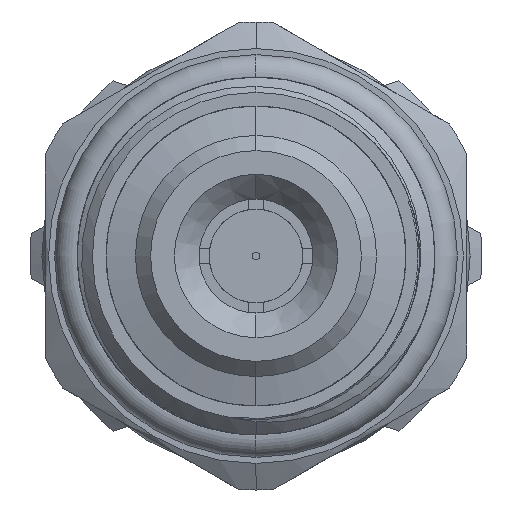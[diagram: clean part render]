
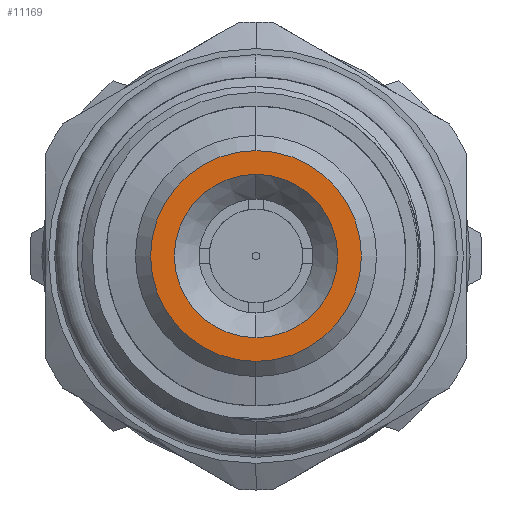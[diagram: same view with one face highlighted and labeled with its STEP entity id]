
A CAD part, left-side view. The second image highlights one B-rep face of the part: STEP entity #11169.
In plain terms, the highlighted planar face has unit normal (-1, 0, 0).
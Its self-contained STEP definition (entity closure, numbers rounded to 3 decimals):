
#59 = FACE_BOUND ( 'NONE', #9543, .T. ) ;
#62 = FACE_OUTER_BOUND ( 'NONE', #9550, .T. ) ;
#584 = CARTESIAN_POINT ( 'NONE',  ( -16.7, 0., 0. ) ) ;
#588 = PLANE ( 'NONE',  #7615 ) ;
#593 = DIRECTION ( 'NONE',  ( 1., 0., 0. ) ) ;
#594 = DIRECTION ( 'NONE',  ( 0., 0., -1. ) ) ;
#2155 = CARTESIAN_POINT ( 'NONE',  ( -16.7, 0., -5.55 ) ) ;
#2158 = CARTESIAN_POINT ( 'NONE',  ( -16.7, 0., 5.55 ) ) ;
#2172 = CARTESIAN_POINT ( 'NONE',  ( -16.7, 0., -4.3 ) ) ;
#2173 = CARTESIAN_POINT ( 'NONE',  ( -16.7, 0., 4.3 ) ) ;
#3477 = EDGE_CURVE ( 'NONE', #9842, #9845, #6995, .T. ) ;
#3478 = EDGE_CURVE ( 'NONE', #9859, #9860, #6996, .T. ) ;
#3833 = AXIS2_PLACEMENT_3D ( 'NONE', #12121, #12122, #12123 ) ;
#3834 = AXIS2_PLACEMENT_3D ( 'NONE', #12124, #12125, #12126 ) ;
#3866 = AXIS2_PLACEMENT_3D ( 'NONE', #13661, #13662, #13663 ) ;
#3872 = AXIS2_PLACEMENT_3D ( 'NONE', #13682, #13683, #13684 ) ;
#5211 = ORIENTED_EDGE ( 'NONE', *, *, #7449, .T. ) ;
#5212 = ORIENTED_EDGE ( 'NONE', *, *, #3478, .T. ) ;
#5213 = ORIENTED_EDGE ( 'NONE', *, *, #3477, .T. ) ;
#5214 = ORIENTED_EDGE ( 'NONE', *, *, #8881, .T. ) ;
#6995 = CIRCLE ( 'NONE', #3833, 5.55 ) ;
#6996 = CIRCLE ( 'NONE', #3834, 4.3 ) ;
#7094 = CIRCLE ( 'NONE', #3866, 4.3 ) ;
#7102 = CIRCLE ( 'NONE', #3872, 5.55 ) ;
#7449 = EDGE_CURVE ( 'NONE', #9860, #9859, #7094, .T. ) ;
#7615 = AXIS2_PLACEMENT_3D ( 'NONE', #584, #593, #594 ) ;
#8881 = EDGE_CURVE ( 'NONE', #9845, #9842, #7102, .T. ) ;
#9543 = EDGE_LOOP ( 'NONE', ( #5211, #5212 ) ) ;
#9550 = EDGE_LOOP ( 'NONE', ( #5213, #5214 ) ) ;
#9842 = VERTEX_POINT ( 'NONE', #2155 ) ;
#9845 = VERTEX_POINT ( 'NONE', #2158 ) ;
#9859 = VERTEX_POINT ( 'NONE', #2172 ) ;
#9860 = VERTEX_POINT ( 'NONE', #2173 ) ;
#11169 = ADVANCED_FACE ( 'NONE', ( #59, #62 ), #588, .F. ) ;
#12121 = CARTESIAN_POINT ( 'NONE',  ( -16.7, 0., 0. ) ) ;
#12122 = DIRECTION ( 'NONE',  ( -1., 0., 0. ) ) ;
#12123 = DIRECTION ( 'NONE',  ( 0., 0., -1. ) ) ;
#12124 = CARTESIAN_POINT ( 'NONE',  ( -16.7, 0., 0. ) ) ;
#12125 = DIRECTION ( 'NONE',  ( 1., 0., 0. ) ) ;
#12126 = DIRECTION ( 'NONE',  ( 0., 0., -1. ) ) ;
#13661 = CARTESIAN_POINT ( 'NONE',  ( -16.7, 0., 0. ) ) ;
#13662 = DIRECTION ( 'NONE',  ( 1., 0., 0. ) ) ;
#13663 = DIRECTION ( 'NONE',  ( 0., 0., -1. ) ) ;
#13682 = CARTESIAN_POINT ( 'NONE',  ( -16.7, 0., 0. ) ) ;
#13683 = DIRECTION ( 'NONE',  ( -1., 0., 0. ) ) ;
#13684 = DIRECTION ( 'NONE',  ( 0., 0., -1. ) ) ;
